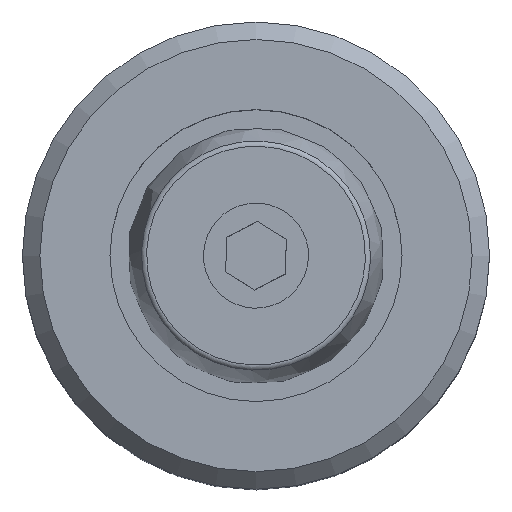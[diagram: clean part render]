
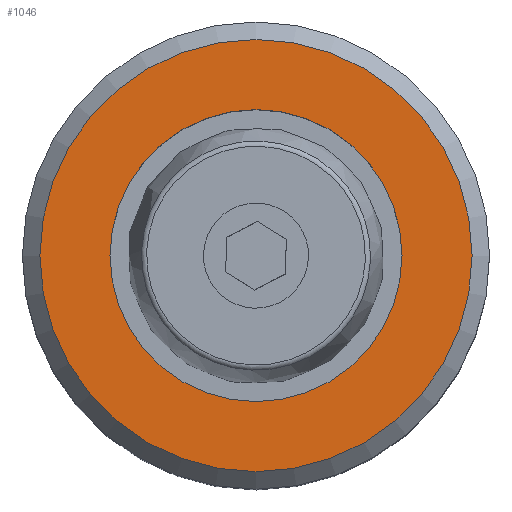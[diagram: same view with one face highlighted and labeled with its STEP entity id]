
A CAD part, top view. The second image highlights one B-rep face of the part: STEP entity #1046.
In plain terms, the highlighted planar face has unit normal (0, 0, 1).
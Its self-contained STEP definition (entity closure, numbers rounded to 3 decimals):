
#65=FACE_BOUND('',#191,.T.);
#79=PLANE('',#1137);
#127=FACE_OUTER_BOUND('',#190,.T.);
#190=EDGE_LOOP('',(#677));
#191=EDGE_LOOP('',(#678));
#368=CIRCLE('',#1134,18.5);
#370=CIRCLE('',#1138,12.5);
#423=VERTEX_POINT('',#1534);
#425=VERTEX_POINT('',#1542);
#524=EDGE_CURVE('',#423,#423,#368,.T.);
#527=EDGE_CURVE('',#425,#425,#370,.T.);
#677=ORIENTED_EDGE('',*,*,#524,.F.);
#678=ORIENTED_EDGE('',*,*,#527,.T.);
#1046=ADVANCED_FACE('',(#127,#65),#79,.F.);
#1134=AXIS2_PLACEMENT_3D('',#1536,#1254,#1255);
#1137=AXIS2_PLACEMENT_3D('',#1541,#1261,#1262);
#1138=AXIS2_PLACEMENT_3D('',#1543,#1263,#1264);
#1254=DIRECTION('center_axis',(0.,0.,-1.));
#1255=DIRECTION('ref_axis',(-1.,0.,0.));
#1261=DIRECTION('center_axis',(0.,0.,-1.));
#1262=DIRECTION('ref_axis',(-1.,0.,0.));
#1263=DIRECTION('center_axis',(0.,0.,-1.));
#1264=DIRECTION('ref_axis',(-1.,0.,0.));
#1534=CARTESIAN_POINT('',(18.5,0.,19.75));
#1536=CARTESIAN_POINT('Origin',(0.,0.,19.75));
#1541=CARTESIAN_POINT('Origin',(0.,0.,19.75));
#1542=CARTESIAN_POINT('',(12.5,0.,19.75));
#1543=CARTESIAN_POINT('Origin',(0.,0.,19.75));
